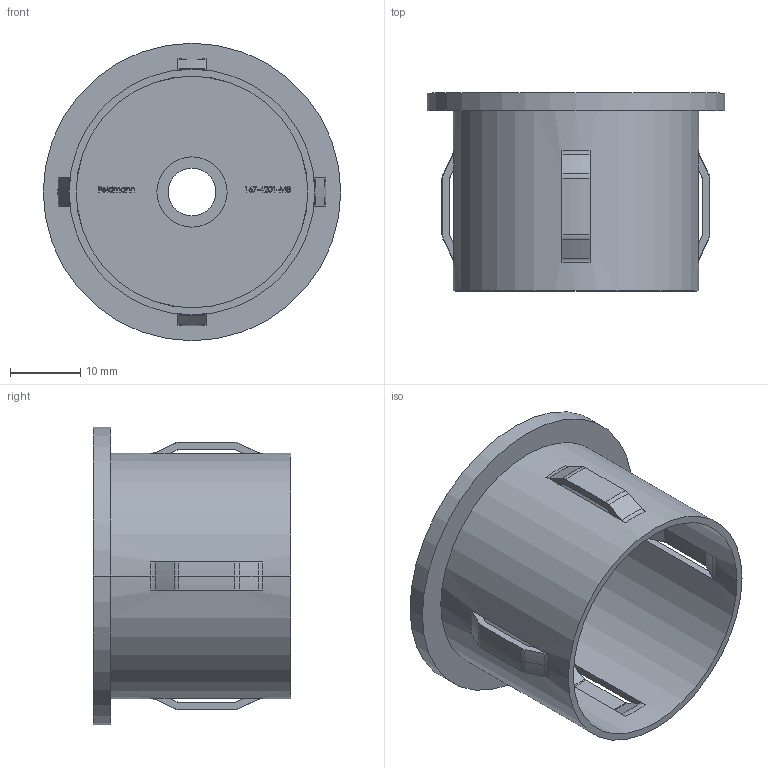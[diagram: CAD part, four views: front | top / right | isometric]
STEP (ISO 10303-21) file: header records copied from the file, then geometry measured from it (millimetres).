
FILE_DESCRIPTION (( 'STEP AP203' ), '1' );
FILE_NAME ('167-4201-M8.step', '2019-09-16T06:57:10', ( '' ), ( '' ), 'SwSTEP 2.0', 'SolidWorks 2015', '' );
FILE_SCHEMA (( 'CONFIG_CONTROL_DESIGN' ));
Length unit declared in the file: millimetre
Products named in the file (1): 167-4201-M8
Bounding box: 42.4 x 28.2 x 42.4 mm (x, y, z)
Volume: 6301.4 mm3; surface area: 9004.6 mm2
Topology: 1 solids, 1 shells, 334 faces, 912 edges, 598 vertices
Faces by surface type: plane 163, bspline 89, torus 40, cone 22, cylinder 20
Entity records: 15737 total; most frequent: CARTESIAN_POINT 7902, ORIENTED_EDGE 1824, DIRECTION 1232, EDGE_CURVE 912, VERTEX_POINT 598, VECTOR 504, LINE 504, EDGE_LOOP 370
